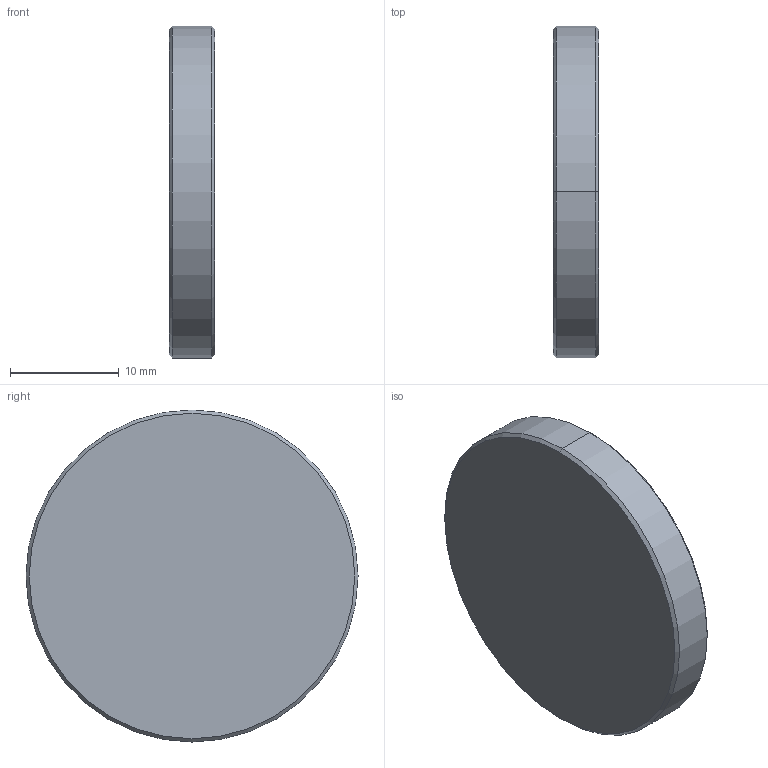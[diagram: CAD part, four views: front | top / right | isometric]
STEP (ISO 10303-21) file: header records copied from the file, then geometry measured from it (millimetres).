
FILE_DESCRIPTION (( 'STEP AP214' ), '1' );
FILE_NAME ('1.7.6.23_ZTL-G1.0N_SM1.0透镜套筒内螺纹盖板.STEP', '2021-07-27T08:36:10', ( 'Microsoft' ), ( 'Microsoft' ), 'SwSTEP 2.0', 'SolidWorks 2018', '' );
FILE_SCHEMA (( 'AUTOMOTIVE_DESIGN' ));
Length unit declared in the file: millimetre
Products named in the file (1): 1.7.6.23_ZTL-G1.0N_SM1.0透镜套筒内螺纹盖板
Bounding box: 4.2 x 30.5 x 30.5 mm (x, y, z)
Surface area: 2190 mm2 (no closed solid volume)
Topology: 0 solids, 2 shells, 15 faces, 30 edges, 18 vertices
Faces by surface type: cylinder 6, cone 6, plane 3
Entity records: 579 total; most frequent: DIRECTION 80, CARTESIAN_POINT 64, ORIENTED_EDGE 56, AXIS2_PLACEMENT_3D 34, EDGE_CURVE 30, CIRCLE 18, VERTEX_POINT 18, UNCERTAINTY_MEASURE_WITH_UNIT 17
